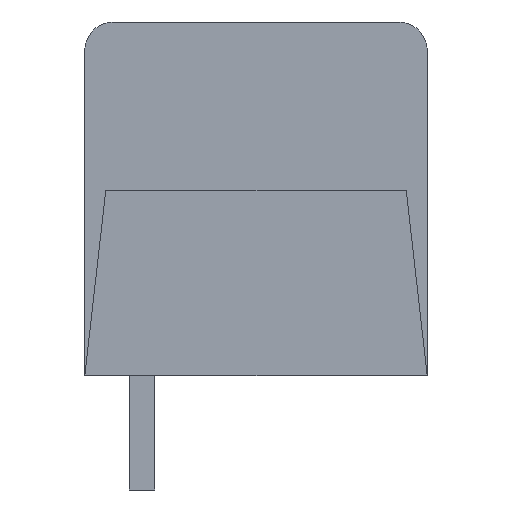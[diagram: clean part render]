
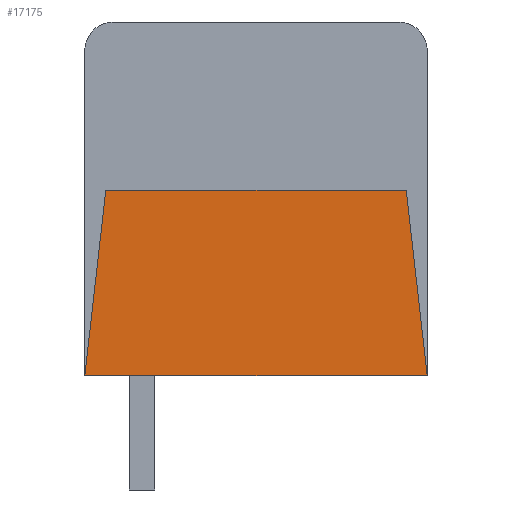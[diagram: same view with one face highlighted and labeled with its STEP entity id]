
A CAD part, left-side view. The second image highlights one B-rep face of the part: STEP entity #17175.
In plain terms, the highlighted planar face has unit normal (-1, 0, 0).
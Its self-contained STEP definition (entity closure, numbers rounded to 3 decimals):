
#17059 = EDGE_CURVE('',#17060,#17062,#17064,.T.);
#17060 = VERTEX_POINT('',#17061);
#17061 = CARTESIAN_POINT('',(-34.29,-10.,0.));
#17062 = VERTEX_POINT('',#17063);
#17063 = CARTESIAN_POINT('',(-34.29,2.,0.));
#17064 = SURFACE_CURVE('',#17065,(#17069,#17081),.PCURVE_S1.);
#17065 = LINE('',#17066,#17067);
#17066 = CARTESIAN_POINT('',(-34.29,-10.,0.));
#17067 = VECTOR('',#17068,1.);
#17068 = DIRECTION('',(0.,1.,0.));
#17069 = PCURVE('',#17070,#17075);
#17070 = PLANE('',#17071);
#17071 = AXIS2_PLACEMENT_3D('',#17072,#17073,#17074);
#17072 = CARTESIAN_POINT('',(-34.29,-10.,0.));
#17073 = DIRECTION('',(0.,0.,1.));
#17074 = DIRECTION('',(0.,1.,0.));
#17075 = DEFINITIONAL_REPRESENTATION('',(#17076),#17080);
#17076 = LINE('',#17077,#17078);
#17077 = CARTESIAN_POINT('',(0.,0.));
#17078 = VECTOR('',#17079,1.);
#17079 = DIRECTION('',(1.,0.));
#17080 = ( GEOMETRIC_REPRESENTATION_CONTEXT(2) 
PARAMETRIC_REPRESENTATION_CONTEXT() REPRESENTATION_CONTEXT('2D SPACE',''
  ) );
#17081 = PCURVE('',#17082,#17087);
#17082 = PLANE('',#17083);
#17083 = AXIS2_PLACEMENT_3D('',#17084,#17085,#17086);
#17084 = CARTESIAN_POINT('',(-34.29,-4.,3.116));
#17085 = DIRECTION('',(1.,0.,0.));
#17086 = DIRECTION('',(0.,0.,1.));
#17087 = DEFINITIONAL_REPRESENTATION('',(#17088),#17092);
#17088 = LINE('',#17089,#17090);
#17089 = CARTESIAN_POINT('',(-3.116,6.));
#17090 = VECTOR('',#17091,1.);
#17091 = DIRECTION('',(0.,-1.));
#17092 = ( GEOMETRIC_REPRESENTATION_CONTEXT(2) 
PARAMETRIC_REPRESENTATION_CONTEXT() REPRESENTATION_CONTEXT('2D SPACE',''
  ) );
#17175 = ADVANCED_FACE('',(#17176),#17082,.F.);
#17176 = FACE_BOUND('',#17177,.F.);
#17177 = EDGE_LOOP('',(#17178,#17179,#17207,#17230));
#17178 = ORIENTED_EDGE('',*,*,#17059,.T.);
#17179 = ORIENTED_EDGE('',*,*,#17180,.T.);
#17180 = EDGE_CURVE('',#17062,#17181,#17183,.T.);
#17181 = VERTEX_POINT('',#17182);
#17182 = CARTESIAN_POINT('',(-34.29,1.264,6.5));
#17183 = SURFACE_CURVE('',#17184,(#17188,#17195),.PCURVE_S1.);
#17184 = LINE('',#17185,#17186);
#17185 = CARTESIAN_POINT('',(-34.29,2.,0.));
#17186 = VECTOR('',#17187,1.);
#17187 = DIRECTION('',(0.,-0.112,
    0.994));
#17188 = PCURVE('',#17082,#17189);
#17189 = DEFINITIONAL_REPRESENTATION('',(#17190),#17194);
#17190 = LINE('',#17191,#17192);
#17191 = CARTESIAN_POINT('',(-3.116,-6.));
#17192 = VECTOR('',#17193,1.);
#17193 = DIRECTION('',(0.994,0.112));
#17194 = ( GEOMETRIC_REPRESENTATION_CONTEXT(2) 
PARAMETRIC_REPRESENTATION_CONTEXT() REPRESENTATION_CONTEXT('2D SPACE',''
  ) );
#17195 = PCURVE('',#17196,#17201);
#17196 = PLANE('',#17197);
#17197 = AXIS2_PLACEMENT_3D('',#17198,#17199,#17200);
#17198 = CARTESIAN_POINT('',(-34.29,-4.,6.081));
#17199 = DIRECTION('',(-1.,0.,0.));
#17200 = DIRECTION('',(0.,-1.,0.));
#17201 = DEFINITIONAL_REPRESENTATION('',(#17202),#17206);
#17202 = LINE('',#17203,#17204);
#17203 = CARTESIAN_POINT('',(-6.,-6.081));
#17204 = VECTOR('',#17205,1.);
#17205 = DIRECTION('',(0.112,0.994));
#17206 = ( GEOMETRIC_REPRESENTATION_CONTEXT(2) 
PARAMETRIC_REPRESENTATION_CONTEXT() REPRESENTATION_CONTEXT('2D SPACE',''
  ) );
#17207 = ORIENTED_EDGE('',*,*,#17208,.T.);
#17208 = EDGE_CURVE('',#17181,#17209,#17211,.T.);
#17209 = VERTEX_POINT('',#17210);
#17210 = CARTESIAN_POINT('',(-34.29,-9.264,6.5));
#17211 = SURFACE_CURVE('',#17212,(#17216,#17223),.PCURVE_S1.);
#17212 = LINE('',#17213,#17214);
#17213 = CARTESIAN_POINT('',(-34.29,1.264,6.5));
#17214 = VECTOR('',#17215,1.);
#17215 = DIRECTION('',(0.,-1.,0.));
#17216 = PCURVE('',#17082,#17217);
#17217 = DEFINITIONAL_REPRESENTATION('',(#17218),#17222);
#17218 = LINE('',#17219,#17220);
#17219 = CARTESIAN_POINT('',(3.384,-5.264));
#17220 = VECTOR('',#17221,1.);
#17221 = DIRECTION('',(0.,1.));
#17222 = ( GEOMETRIC_REPRESENTATION_CONTEXT(2) 
PARAMETRIC_REPRESENTATION_CONTEXT() REPRESENTATION_CONTEXT('2D SPACE',''
  ) );
#17223 = PCURVE('',#17196,#17224);
#17224 = DEFINITIONAL_REPRESENTATION('',(#17225),#17229);
#17225 = LINE('',#17226,#17227);
#17226 = CARTESIAN_POINT('',(-5.264,0.419));
#17227 = VECTOR('',#17228,1.);
#17228 = DIRECTION('',(1.,0.));
#17229 = ( GEOMETRIC_REPRESENTATION_CONTEXT(2) 
PARAMETRIC_REPRESENTATION_CONTEXT() REPRESENTATION_CONTEXT('2D SPACE',''
  ) );
#17230 = ORIENTED_EDGE('',*,*,#17231,.T.);
#17231 = EDGE_CURVE('',#17209,#17060,#17232,.T.);
#17232 = SURFACE_CURVE('',#17233,(#17237,#17244),.PCURVE_S1.);
#17233 = LINE('',#17234,#17235);
#17234 = CARTESIAN_POINT('',(-34.29,-9.264,6.5));
#17235 = VECTOR('',#17236,1.);
#17236 = DIRECTION('',(0.,-0.112,
    -0.994));
#17237 = PCURVE('',#17082,#17238);
#17238 = DEFINITIONAL_REPRESENTATION('',(#17239),#17243);
#17239 = LINE('',#17240,#17241);
#17240 = CARTESIAN_POINT('',(3.384,5.264));
#17241 = VECTOR('',#17242,1.);
#17242 = DIRECTION('',(-0.994,0.112));
#17243 = ( GEOMETRIC_REPRESENTATION_CONTEXT(2) 
PARAMETRIC_REPRESENTATION_CONTEXT() REPRESENTATION_CONTEXT('2D SPACE',''
  ) );
#17244 = PCURVE('',#17196,#17245);
#17245 = DEFINITIONAL_REPRESENTATION('',(#17246),#17250);
#17246 = LINE('',#17247,#17248);
#17247 = CARTESIAN_POINT('',(5.264,0.419));
#17248 = VECTOR('',#17249,1.);
#17249 = DIRECTION('',(0.112,-0.994));
#17250 = ( GEOMETRIC_REPRESENTATION_CONTEXT(2) 
PARAMETRIC_REPRESENTATION_CONTEXT() REPRESENTATION_CONTEXT('2D SPACE',''
  ) );
